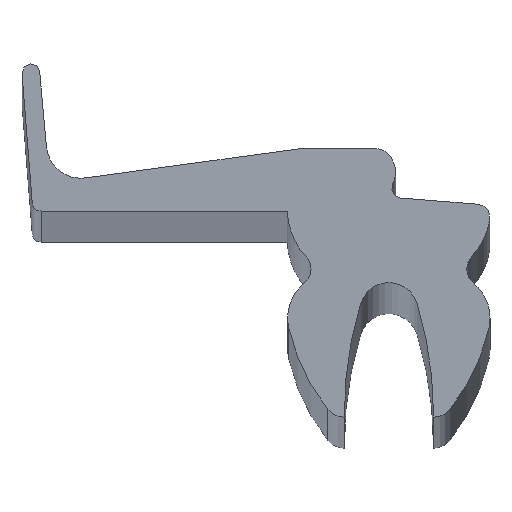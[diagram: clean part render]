
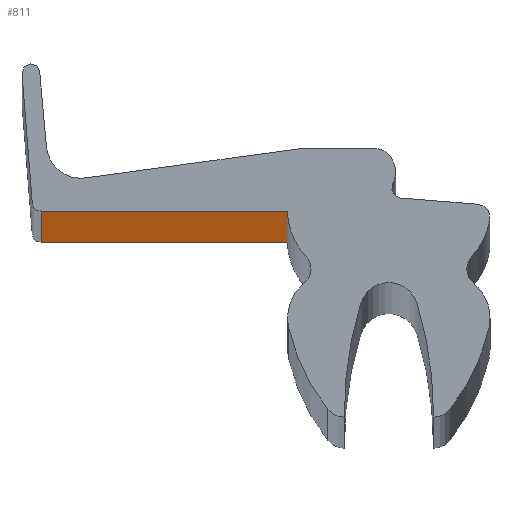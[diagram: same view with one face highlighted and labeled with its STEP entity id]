
A CAD part, top view. The second image highlights one B-rep face of the part: STEP entity #811.
In plain terms, the highlighted planar face has unit normal (0, -1, 0).
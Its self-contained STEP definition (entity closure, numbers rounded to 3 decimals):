
#41 = CARTESIAN_POINT ( 'NONE',  ( -5.71, 0., -1000. ) ) ;
#71 = CARTESIAN_POINT ( 'NONE',  ( -19.565, 0., -1000. ) ) ;
#142 = CARTESIAN_POINT ( 'NONE',  ( -5.71, 0., 0. ) ) ;
#148 = LINE ( 'NONE', #71, #173 ) ;
#149 = VECTOR ( 'NONE', #199, 1000. ) ;
#173 = VECTOR ( 'NONE', #499, 1000. ) ;
#178 = VERTEX_POINT ( 'NONE', #388 ) ;
#186 = ORIENTED_EDGE ( 'NONE', *, *, #1028, .T. ) ;
#199 = DIRECTION ( 'NONE',  ( 1., 0., 0. ) ) ;
#224 = DIRECTION ( 'NONE',  ( 0., 0., 1. ) ) ;
#283 = CARTESIAN_POINT ( 'NONE',  ( -19.565, 0., 0. ) ) ;
#310 = ORIENTED_EDGE ( 'NONE', *, *, #1065, .F. ) ;
#311 = LINE ( 'NONE', #41, #440 ) ;
#320 = PLANE ( 'NONE',  #391 ) ;
#327 = LINE ( 'NONE', #601, #707 ) ;
#337 = DIRECTION ( 'NONE',  ( 0., -1., 0. ) ) ;
#383 = VERTEX_POINT ( 'NONE', #1060 ) ;
#388 = CARTESIAN_POINT ( 'NONE',  ( -5.71, 0., -1000. ) ) ;
#391 = AXIS2_PLACEMENT_3D ( 'NONE', #951, #337, #416 ) ;
#416 = DIRECTION ( 'NONE',  ( 1., 0., 0. ) ) ;
#419 = DIRECTION ( 'NONE',  ( 1., 0., 0. ) ) ;
#440 = VECTOR ( 'NONE', #224, 1000. ) ;
#487 = EDGE_CURVE ( 'NONE', #617, #969, #1074, .T. ) ;
#499 = DIRECTION ( 'NONE',  ( 0., 0., 1. ) ) ;
#601 = CARTESIAN_POINT ( 'NONE',  ( -19.565, 0., -1000. ) ) ;
#617 = VERTEX_POINT ( 'NONE', #825 ) ;
#648 = EDGE_CURVE ( 'NONE', #178, #969, #311, .T. ) ;
#695 = ORIENTED_EDGE ( 'NONE', *, *, #648, .T. ) ;
#707 = VECTOR ( 'NONE', #419, 1000. ) ;
#804 = EDGE_LOOP ( 'NONE', ( #1088, #310, #186, #695 ) ) ;
#811 = ADVANCED_FACE ( 'NONE', ( #1034 ), #320, .T. ) ;
#825 = CARTESIAN_POINT ( 'NONE',  ( -19.565, 0., 0. ) ) ;
#951 = CARTESIAN_POINT ( 'NONE',  ( -19.565, 0., -1000. ) ) ;
#969 = VERTEX_POINT ( 'NONE', #142 ) ;
#1028 = EDGE_CURVE ( 'NONE', #383, #178, #327, .T. ) ;
#1034 = FACE_OUTER_BOUND ( 'NONE', #804, .T. ) ;
#1060 = CARTESIAN_POINT ( 'NONE',  ( -19.565, 0., -1000. ) ) ;
#1065 = EDGE_CURVE ( 'NONE', #383, #617, #148, .T. ) ;
#1074 = LINE ( 'NONE', #283, #149 ) ;
#1088 = ORIENTED_EDGE ( 'NONE', *, *, #487, .F. ) ;
